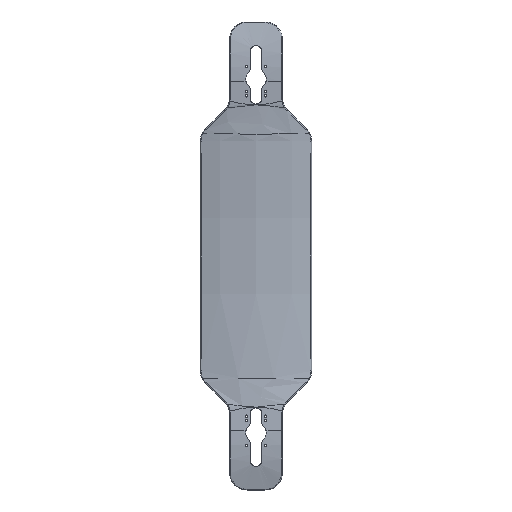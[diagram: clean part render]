
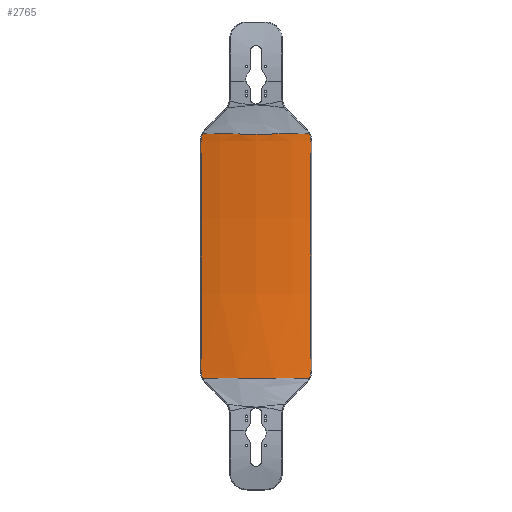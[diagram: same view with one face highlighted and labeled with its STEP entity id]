
A CAD part, front view. The second image highlights one B-rep face of the part: STEP entity #2765.
In plain terms, the highlighted toroidal (fillet/blend) face has major radius 4376.74 mm and minor radius 579.438 mm.
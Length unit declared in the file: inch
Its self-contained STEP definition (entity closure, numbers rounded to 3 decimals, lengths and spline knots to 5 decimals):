
#339=TOROIDAL_SURFACE('',#3055,172.3125,22.8125);
#501=FACE_OUTER_BOUND('',#687,.T.);
#687=EDGE_LOOP('',(#2523,#2524,#2525,#2526,#2527,#2528,#2529,#2530,#2531));
#689=B_SPLINE_CURVE_WITH_KNOTS('',3,(#3720,#3721,#3722,#3723),
 .UNSPECIFIED.,.F.,.F.,(4,4),(-1.63547,0.),
 .UNSPECIFIED.);
#712=B_SPLINE_CURVE_WITH_KNOTS('',3,(#4151,#4152,#4153,#4154),
 .UNSPECIFIED.,.F.,.F.,(4,4),(-1.63547,-0.00051),
 .UNSPECIFIED.);
#786=B_SPLINE_CURVE_WITH_KNOTS('',3,(#5826,#5827,#5828,#5829),
 .UNSPECIFIED.,.F.,.F.,(4,4),(0.,1.63543),.UNSPECIFIED.);
#788=B_SPLINE_CURVE_WITH_KNOTS('',3,(#5859,#5860,#5861,#5862),
 .UNSPECIFIED.,.F.,.F.,(4,4),(1.98473,3.62016),
 .UNSPECIFIED.);
#907=CIRCLE('',#2876,22.8125);
#955=CIRCLE('',#2954,149.98677);
#958=CIRCLE('',#2958,149.98677);
#1011=CIRCLE('',#3053,22.8125);
#1012=CIRCLE('',#3054,22.8125);
#1014=VERTEX_POINT('',#3717);
#1015=VERTEX_POINT('',#3719);
#1050=VERTEX_POINT('',#4114);
#1052=VERTEX_POINT('',#4149);
#1179=VERTEX_POINT('',#5798);
#1180=VERTEX_POINT('',#5825);
#1181=VERTEX_POINT('',#5835);
#1182=VERTEX_POINT('',#5858);
#1272=VERTEX_POINT('',#7128);
#1274=EDGE_CURVE('',#1014,#1015,#689,.T.);
#1330=EDGE_CURVE('',#1052,#1050,#712,.T.);
#1411=EDGE_CURVE('',#1014,#1050,#907,.T.);
#1535=EDGE_CURVE('',#1015,#1179,#955,.T.);
#1538=EDGE_CURVE('',#1179,#1180,#786,.T.);
#1541=EDGE_CURVE('',#1181,#1052,#958,.T.);
#1542=EDGE_CURVE('',#1182,#1181,#788,.T.);
#1695=EDGE_CURVE('',#1180,#1272,#1011,.T.);
#1696=EDGE_CURVE('',#1272,#1182,#1012,.T.);
#2523=ORIENTED_EDGE('',*,*,#1541,.F.);
#2524=ORIENTED_EDGE('',*,*,#1542,.F.);
#2525=ORIENTED_EDGE('',*,*,#1696,.F.);
#2526=ORIENTED_EDGE('',*,*,#1695,.F.);
#2527=ORIENTED_EDGE('',*,*,#1538,.F.);
#2528=ORIENTED_EDGE('',*,*,#1535,.F.);
#2529=ORIENTED_EDGE('',*,*,#1274,.F.);
#2530=ORIENTED_EDGE('',*,*,#1411,.T.);
#2531=ORIENTED_EDGE('',*,*,#1330,.F.);
#2765=ADVANCED_FACE('',(#501),#339,.T.);
#2876=AXIS2_PLACEMENT_3D('',#4802,#3259,#3260);
#2954=AXIS2_PLACEMENT_3D('',#5799,#3447,#3448);
#2958=AXIS2_PLACEMENT_3D('',#5837,#3455,#3456);
#3053=AXIS2_PLACEMENT_3D('',#7129,#3687,#3688);
#3054=AXIS2_PLACEMENT_3D('',#7130,#3689,#3690);
#3055=AXIS2_PLACEMENT_3D('',#7131,#3691,#3692);
#3259=DIRECTION('center_axis',(0.,0.07,0.998));
#3260=DIRECTION('ref_axis',(-0.208,-0.976,0.068));
#3447=DIRECTION('center_axis',(1.,0.,0.));
#3448=DIRECTION('ref_axis',(0.,0.999,-0.033));
#3455=DIRECTION('center_axis',(-1.,0.,0.));
#3456=DIRECTION('ref_axis',(0.,0.999,0.033));
#3687=DIRECTION('center_axis',(0.,-0.07,0.998));
#3688=DIRECTION('ref_axis',(-0.208,-0.976,-0.068));
#3689=DIRECTION('center_axis',(0.,-0.07,0.998));
#3690=DIRECTION('ref_axis',(-0.208,-0.976,-0.068));
#3691=DIRECTION('center_axis',(1.,0.,0.));
#3692=DIRECTION('ref_axis',(0.,0.,-1.));
#3717=CARTESIAN_POINT('',(-4.54394,-0.40816,-10.46048));
#3719=CARTESIAN_POINT('',(-4.68744,-0.33655,-9.84297));
#3720=CARTESIAN_POINT('Ctrl Pts',(-4.54394,-0.40816,
-10.46048));
#3721=CARTESIAN_POINT('Ctrl Pts',(-4.63772,-0.37574,
-10.2701));
#3722=CARTESIAN_POINT('Ctrl Pts',(-4.68744,-0.35063,
-10.05703));
#3723=CARTESIAN_POINT('Ctrl Pts',(-4.68744,-0.33655,
-9.84297));
#4114=CARTESIAN_POINT('',(4.54438,-0.40807,-10.46049));
#4149=CARTESIAN_POINT('',(4.68744,-0.33655,-9.84297));
#4151=CARTESIAN_POINT('Ctrl Pts',(4.68744,-0.33655,-9.84297));
#4152=CARTESIAN_POINT('Ctrl Pts',(4.68744,-0.35062,-10.05696));
#4153=CARTESIAN_POINT('Ctrl Pts',(4.63775,-0.37573,-10.26997));
#4154=CARTESIAN_POINT('Ctrl Pts',(4.54403,-0.40813,-10.4603));
#4802=CARTESIAN_POINT('Origin',(0.,21.89276,
-12.01991));
#5798=CARTESIAN_POINT('',(-4.68744,-0.33655,9.84297));
#5799=CARTESIAN_POINT('Origin',(-4.68744,-150.,0.));
#5825=CARTESIAN_POINT('',(-4.54394,-0.40816,10.46048));
#5826=CARTESIAN_POINT('Ctrl Pts',(-4.68744,-0.33655,
9.84297));
#5827=CARTESIAN_POINT('Ctrl Pts',(-4.68744,-0.35063,
10.05702));
#5828=CARTESIAN_POINT('Ctrl Pts',(-4.63773,-0.37574,
10.2701));
#5829=CARTESIAN_POINT('Ctrl Pts',(-4.54394,-0.40816,
10.46048));
#5835=CARTESIAN_POINT('',(4.68744,-0.33655,9.84297));
#5837=CARTESIAN_POINT('Origin',(4.68744,-150.,0.));
#5858=CARTESIAN_POINT('',(4.54394,-0.40816,10.46048));
#5859=CARTESIAN_POINT('Ctrl Pts',(4.54394,-0.40816,10.46048));
#5860=CARTESIAN_POINT('Ctrl Pts',(4.63773,-0.37574,10.2701));
#5861=CARTESIAN_POINT('Ctrl Pts',(4.68744,-0.35063,10.05702));
#5862=CARTESIAN_POINT('Ctrl Pts',(4.68744,-0.33655,9.84297));
#7128=CARTESIAN_POINT('',(0.,-0.86417,10.42859));
#7129=CARTESIAN_POINT('Origin',(0.,21.89276,
12.01991));
#7130=CARTESIAN_POINT('Origin',(0.,21.89276,
12.01991));
#7131=CARTESIAN_POINT('Origin',(0.,-150.,0.));
